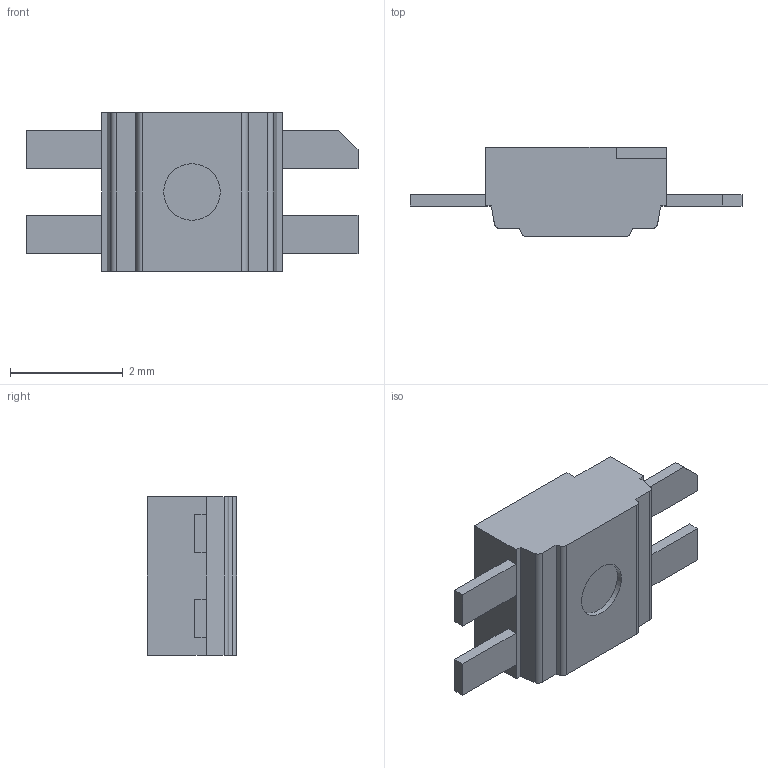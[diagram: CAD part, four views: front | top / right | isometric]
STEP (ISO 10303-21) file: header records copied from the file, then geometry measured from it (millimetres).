
FILE_DESCRIPTION(('FreeCAD Model'),'2;1');
FILE_NAME('3dmodels/SK6812MINI-E v1.step','2020-05-27T14:55:22',('Author'),(''), 'Open CASCADE STEP processor 7.3','FreeCAD','Unknown');
FILE_SCHEMA(('AUTOMOTIVE_DESIGN { 1 0 10303 214 1 1 1 1 }'));
Length unit declared in the file: millimetre
Products named in the file (2): Pins; Body
Bounding box: 5.88 x 1.58 x 2.8 mm (x, y, z)
Volume: 13.4 mm3; surface area: 53 mm2
Topology: 5 solids, 5 shells, 59 faces, 237 edges, 498 vertices
Faces by surface type: plane 53, cylinder 6
Full cylindrical faces by diameter (mm): 1 x1, 2.4 x1
Entity records: 4814 total; most frequent: CARTESIAN_POINT 1125, DIRECTION 629, LINE 483, VECTOR 483, ORIENTED_EDGE 270, PCURVE 270, DEFINITIONAL_REPRESENTATION 270, EDGE_CURVE 135
